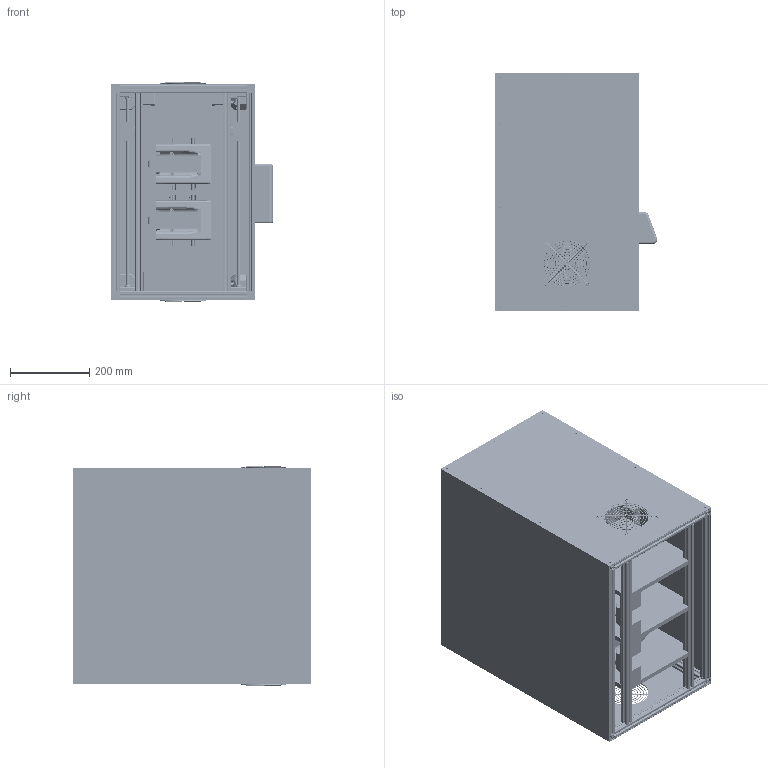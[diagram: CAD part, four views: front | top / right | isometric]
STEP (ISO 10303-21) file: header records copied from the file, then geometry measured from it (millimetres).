
FILE_DESCRIPTION(/* description */ (''),/* implementation_level */ '2;1');
FILE_NAME(/* name */ 'SLS 3D-Printer v54.step',/* time_stamp */ '2016-06-10T13:53:24+02:00',/* author */ (''),/* organization */ (''),/* preprocessor_version */ 'ST-DEVELOPER v16.5',/* originating_system */ 'Autodesk Translation Framework v5.0.0.3310',/* authorisation */ '');
FILE_SCHEMA (('AUTOMOTIVE_DESIGN { 1 0 10303 214 3 1 1 }'));
Products named in the file (78): SLS 3D-Printer v54; Rahmen; 300mm Aluminium Profil (1) (1); 400mm Aluminium Profil (1) (2); 400mm Aluminium Profil (1); 300mm Aluminium Profil (1) (1) (1); Z-Achse; Z-Motor; Z-Axis Top; 205x8mm smooth rod; Z-Table; Component76; Pulverkammer; Component13; 12mm Siebdruck; 12mm Siebdruck Front; Aluprofil Pulver; Pulver-Schieber; Component21; Pulver-Schieber(Mirror); Component23; Component24; Component24(Mirror); Schieber-Rod-holder; Component32; LM8UU; Component33; 400mm Aluminium Profil (1) (1); 608zz v1; DEFAULT (5); 608zz v1_1; DEFAULT (5)_1; DEFAULT; DEFAULT (1); DEFAULT (2); DEFAULT (3); DEFAULT (4); Auffangbehälter; Schieber; X/Y-Achse ...
Assembly tree (160 placements, depth 5):
  SLS 3D-Printer v54
    Rahmen
      400mm Aluminium Profil (1)  x12
      300mm Aluminium Profil (1) (1)
      300mm Aluminium Profil (1) (1) (1)  x7
      400mm Aluminium Profil (1) (2)  x4
    Z-Achse
      Z-Motor  x2
      Z-Axis Top  x2
      205x8mm smooth rod  x4
      LM8UU
      Z-Table  x2
      Component76
    Pulverkammer
      Component13
      12mm Siebdruck  x3
      12mm Siebdruck Front  x4
      Aluprofil Pulver  x2
    Pulver-Schieber
      Component21
      Pulver-Schieber(Mirror)
        Component23
      Component24
      Component24(Mirror)
      Nema 17 v2  x2
      Schieber-Rod-holder  x4
      Component32  x2
      LM8UU  x2
      Component33  x2
      400mm Aluminium Profil (1) (1)
      608zz v1
        DEFAULT (5)
          DEFAULT
          DEFAULT (1)
          DEFAULT (2)  x7
          DEFAULT (3)
          DEFAULT (4)  x2
      608zz v1_1
        DEFAULT (5)_1
          DEFAULT
          DEFAULT (1)
          DEFAULT (2)  x7
          DEFAULT (3)
          DEFAULT (4)  x2
      Auffangbehälter  x2
      Schieber
    X/Y-Achse
      Nema 17 v2  x2
      Component68
      Component69
      Component70  x2
      X-End (1)  x2
      Component73  x2
      Component75
      Component77
    Verkleidung
      Verkleidung (1)
      Vorne
      Hinten
      Rechts
Bounding box: 408 x 601.5 x 553.57 mm (x, y, z)
Volume: 9608026.8 mm3; surface area: 5730462.9 mm2
Topology: 135 solids, 247 shells, 5348 faces, 14033 edges, 9079 vertices
Faces by surface type: plane 2891, cylinder 2027, sphere 154, torus 118, bspline 116, cone 42
Full cylindrical faces by diameter (mm): 0.569 x4, 1 x34, 1.778 x40, 2 x4, 3 x28, 3.3 x4, 3.5 x44, 4.3 x33, 4.5 x12, 4.9 x16, 5 x54, 5.5 x6, 6 x95, 6.5 x4, 7 x12, 8 x39, 9.19 x4, 10 x74, 10.8 x8, 11.594 x4, 14 x6, 14.008 x2, 15.1 x5, 15.992 x2, 17.354 x4, 19.1 x8, 22 x8, 24 x2, 26 x2, 110 x2
Entity records: 84304 total; most frequent: CARTESIAN_POINT 20495, DIRECTION 13452, ORIENTED_EDGE 11858, EDGE_CURVE 5985, AXIS2_PLACEMENT_3D 4941, VERTEX_POINT 4072, LINE 3570, VECTOR 3570
